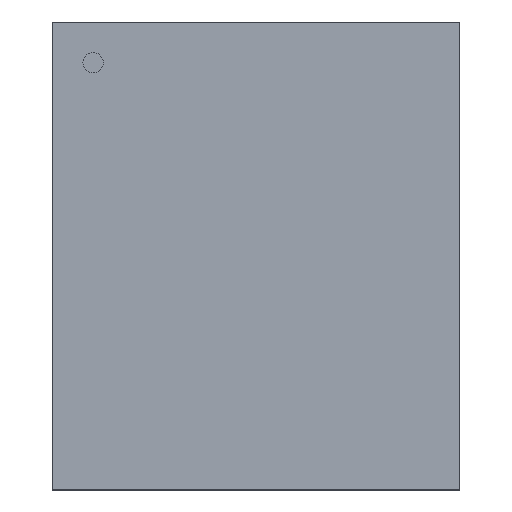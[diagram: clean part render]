
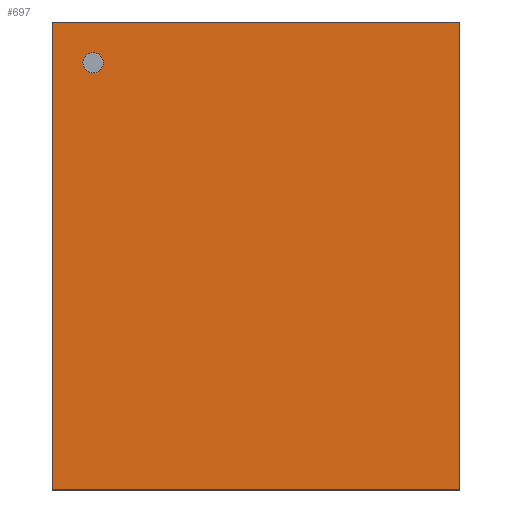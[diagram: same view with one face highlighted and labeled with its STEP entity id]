
A CAD part, top view. The second image highlights one B-rep face of the part: STEP entity #697.
In plain terms, the highlighted planar face has unit normal (0, 0, 1).
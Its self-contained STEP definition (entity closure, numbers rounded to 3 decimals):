
#697=ADVANCED_FACE('',(#703),#698,.F.);
#698=PLANE('',#699);
#699=AXIS2_PLACEMENT_3D('',#700,#701,#702);
#700=CARTESIAN_POINT('Origin',(-0.94,-1.08,0.584));
#701=DIRECTION('center_axis',(0.0,0.0,-1.0));
#702=DIRECTION('ref_axis',(0.,1.,0.));
#703=FACE_OUTER_BOUND('',#704,.T.);
#704=EDGE_LOOP('',(#705,#715,#725,#735));
#705=ORIENTED_EDGE('',*,*,#706,.F.);
#706=EDGE_CURVE('',#707,#709,#711,.T.);
#707=VERTEX_POINT('',#708);
#708=CARTESIAN_POINT('',(0.94,-1.08,0.584));
#709=VERTEX_POINT('',#710);
#710=CARTESIAN_POINT('',(-0.94,-1.08,0.584));
#711=LINE('',#712,#713);
#712=CARTESIAN_POINT('',(0.94,-1.08,0.584));
#713=VECTOR('',#714,1.88);
#714=DIRECTION('',(-1.0,0.0,0.0));
#715=ORIENTED_EDGE('',*,*,#716,.F.);
#716=EDGE_CURVE('',#717,#719,#721,.T.);
#717=VERTEX_POINT('',#718);
#718=CARTESIAN_POINT('',(0.94,1.08,0.584));
#719=VERTEX_POINT('',#708);
#721=LINE('',#722,#723);
#722=CARTESIAN_POINT('',(0.94,1.08,0.584));
#723=VECTOR('',#724,2.159);
#724=DIRECTION('',(0.0,-1.0,0.0));
#725=ORIENTED_EDGE('',*,*,#726,.F.);
#726=EDGE_CURVE('',#727,#729,#731,.T.);
#727=VERTEX_POINT('',#728);
#728=CARTESIAN_POINT('',(-0.94,1.08,0.584));
#729=VERTEX_POINT('',#718);
#731=LINE('',#732,#733);
#732=CARTESIAN_POINT('',(-0.94,1.08,0.584));
#733=VECTOR('',#734,1.88);
#734=DIRECTION('',(1.0,0.0,0.0));
#735=ORIENTED_EDGE('',*,*,#736,.F.);
#736=EDGE_CURVE('',#737,#739,#741,.T.);
#737=VERTEX_POINT('',#710);
#739=VERTEX_POINT('',#728);
#741=LINE('',#742,#743);
#742=CARTESIAN_POINT('',(-0.94,-1.08,0.584));
#743=VECTOR('',#744,2.159);
#744=DIRECTION('',(0.0,1.0,0.0));
